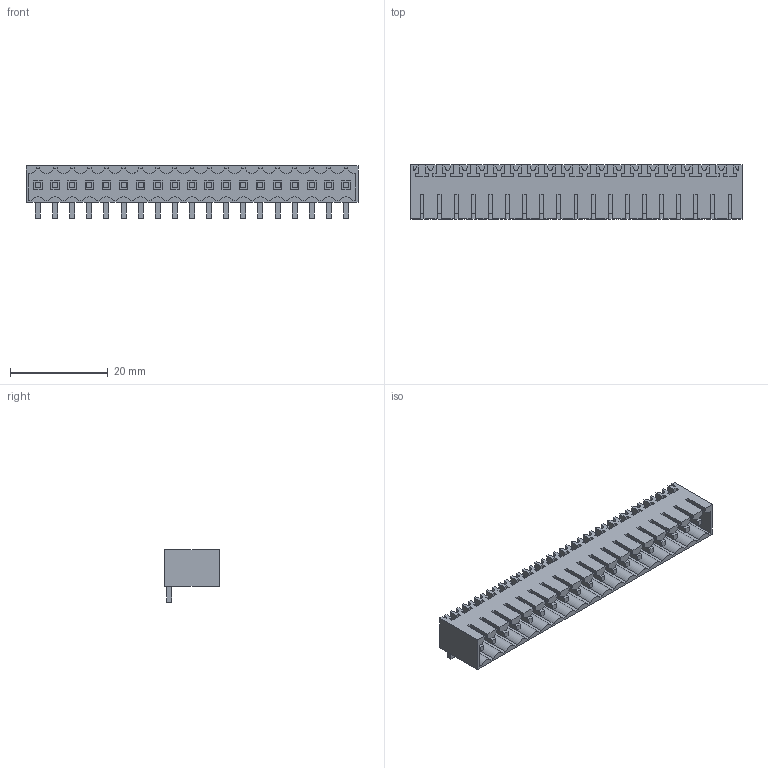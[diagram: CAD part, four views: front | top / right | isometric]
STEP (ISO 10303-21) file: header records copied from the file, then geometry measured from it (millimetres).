
FILE_DESCRIPTION(('CATIA V5 STEP Exchange','CAx-IF Rec.Pracs.--- Model Styling and Organization---1.2---2011-12-15'),'2;1');
FILE_NAME ('D1453611_0_1619400000_1619400000.stp','2018-03-06T11:50:32+00:00',('none'),('Weidmueller'),'CATIA Version 5-6 Release 2014','CATIA V5 STEP AP214','none');
FILE_SCHEMA(('AUTOMOTIVE_DESIGN { 1 0 10303 214 1 1 1 1 }'));
Length unit declared in the file: millimetre
Products named in the file (1): 1619400000
Bounding box: 67.9 x 11.05 x 10.65 mm (x, y, z)
Volume: 2446.2 mm3; surface area: 6681.3 mm2
Topology: 20 solids, 20 shells, 1078 faces, 3310 edges, 2272 vertices
Faces by surface type: plane 1001, cylinder 77
Entity records: 33788 total; most frequent: ORIENTED_EDGE 6620, CARTESIAN_POINT 6117, DIRECTION 4378, EDGE_CURVE 3310, VECTOR 3120, LINE 3120, VERTEX_POINT 2272, EDGE_LOOP 1116
